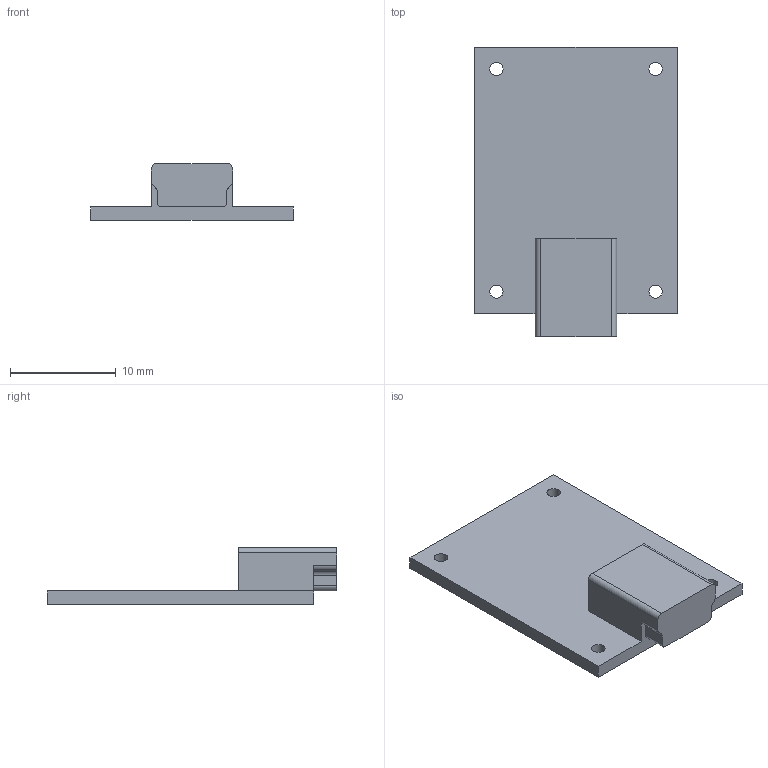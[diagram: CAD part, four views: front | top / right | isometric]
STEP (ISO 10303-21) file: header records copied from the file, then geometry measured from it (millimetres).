
FILE_DESCRIPTION(('FreeCAD Model'),'2;1');
FILE_NAME('battery_charger.step','2015-07-02T08:48:43',(''),(''), 'Open CASCADE STEP processor 6.8','FreeCAD','Unknown');
FILE_SCHEMA(('AUTOMOTIVE_DESIGN_CC2 { 1 2 10303 214 -1 1 5 4 }'));
Length unit declared in the file: millimetre
Products named in the file (2): ASSEMBLY; battery_charger
Assembly tree (1 placements, depth 2):
  ASSEMBLY
    battery_charger
Bounding box: 19.2 x 27.41 x 5.37 mm (x, y, z)
Volume: 896.1 mm3; surface area: 1257.6 mm2
Topology: 1 solids, 1 shells, 28 faces, 84 edges, 58 vertices
Faces by surface type: plane 16, cylinder 12
Full cylindrical faces by diameter (mm): 1.26 x4
Entity records: 2317 total; most frequent: CARTESIAN_POINT 390, DIRECTION 326, LINE 202, VECTOR 202, ORIENTED_EDGE 168, PCURVE 168, DEFINITIONAL_REPRESENTATION 168, EDGE_CURVE 84
